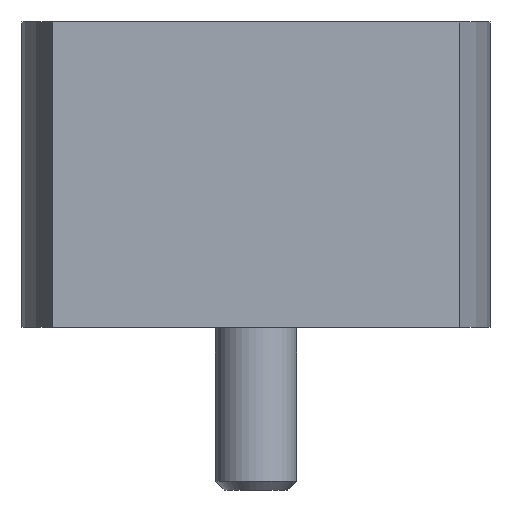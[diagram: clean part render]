
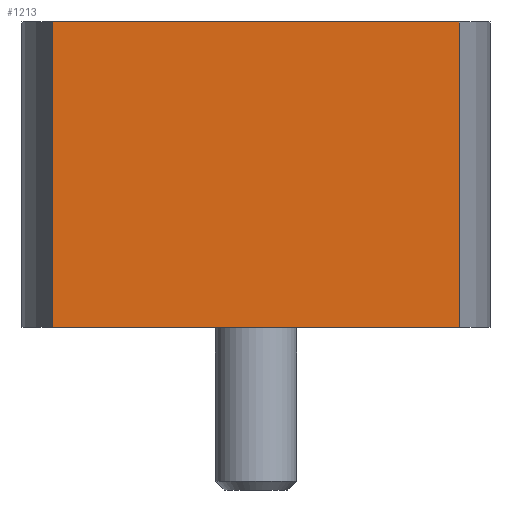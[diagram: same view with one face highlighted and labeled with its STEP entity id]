
A CAD part, left-side view. The second image highlights one B-rep face of the part: STEP entity #1213.
In plain terms, the highlighted planar face has unit normal (-1, 0, 0).
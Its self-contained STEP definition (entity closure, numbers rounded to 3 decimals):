
#152=ORIENTED_EDGE('',*,*,#478,.T.);
#153=ORIENTED_EDGE('',*,*,#479,.F.);
#154=ORIENTED_EDGE('',*,*,#480,.F.);
#155=ORIENTED_EDGE('',*,*,#481,.T.);
#478=EDGE_CURVE('',#641,#642,#756,.T.);
#479=EDGE_CURVE('',#643,#642,#757,.T.);
#480=EDGE_CURVE('',#644,#643,#758,.T.);
#481=EDGE_CURVE('',#644,#641,#759,.T.);
#641=VERTEX_POINT('',#1879);
#642=VERTEX_POINT('',#1880);
#643=VERTEX_POINT('',#1882);
#644=VERTEX_POINT('',#1884);
#756=LINE('',#1878,#845);
#757=LINE('',#1881,#846);
#758=LINE('',#1883,#847);
#759=LINE('',#1885,#848);
#845=VECTOR('',#1481,1000.);
#846=VECTOR('',#1482,1000.);
#847=VECTOR('',#1483,1000.);
#848=VECTOR('',#1484,1000.);
#934=EDGE_LOOP('',(#152,#153,#154,#155));
#1051=FACE_BOUND('',#934,.T.);
#1171=PLANE('',#1323);
#1213=ADVANCED_FACE('',(#1051),#1171,.F.);
#1323=AXIS2_PLACEMENT_3D('',#1877,#1479,#1480);
#1479=DIRECTION('',(1.,0.,0.));
#1480=DIRECTION('',(0.,0.,-1.));
#1481=DIRECTION('',(0.,-1.,0.));
#1482=DIRECTION('',(0.,0.,-1.));
#1483=DIRECTION('',(0.,-1.,0.));
#1484=DIRECTION('',(0.,0.,-1.));
#1877=CARTESIAN_POINT('',(-20.,10.,7.5));
#1878=CARTESIAN_POINT('',(-20.,10.,-7.5));
#1879=CARTESIAN_POINT('',(-20.,10.,-7.5));
#1880=CARTESIAN_POINT('',(-20.,-10.,-7.5));
#1881=CARTESIAN_POINT('',(-20.,-10.,7.5));
#1882=CARTESIAN_POINT('',(-20.,-10.,7.5));
#1883=CARTESIAN_POINT('',(-20.,10.,7.5));
#1884=CARTESIAN_POINT('',(-20.,10.,7.5));
#1885=CARTESIAN_POINT('',(-20.,10.,7.5));
